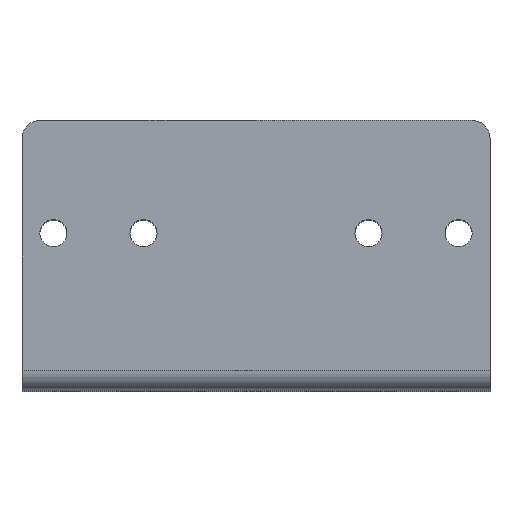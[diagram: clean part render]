
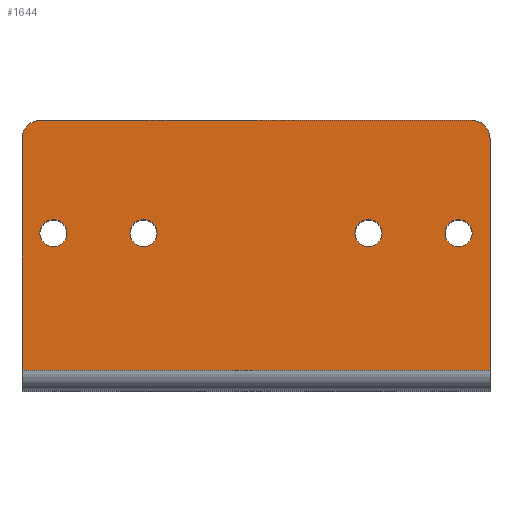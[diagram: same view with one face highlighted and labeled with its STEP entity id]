
A CAD part, top view. The second image highlights one B-rep face of the part: STEP entity #1644.
In plain terms, the highlighted planar face has unit normal (0, 0, 1).
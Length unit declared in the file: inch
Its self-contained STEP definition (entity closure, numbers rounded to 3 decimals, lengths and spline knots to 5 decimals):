
#225 = VERTEX_POINT ( 'NONE', #735 ) ;
#227 = EDGE_CURVE ( 'NONE', #225, #1841, #734, .T. ) ;
#244 = EDGE_CURVE ( 'NONE', #251, #245, #817, .T. ) ;
#245 = VERTEX_POINT ( 'NONE', #812 ) ;
#251 = VERTEX_POINT ( 'NONE', #801 ) ;
#270 = VERTEX_POINT ( 'NONE', #832 ) ;
#272 = EDGE_CURVE ( 'NONE', #270, #273, #831, .T. ) ;
#273 = VERTEX_POINT ( 'NONE', #826 ) ;
#730 = DIRECTION ( 'NONE',  ( 1., 0., 0. ) ) ;
#731 = DIRECTION ( 'NONE',  ( 0., 0., 1. ) ) ;
#732 = CARTESIAN_POINT ( 'NONE',  ( -0.3905, 0.547, 0.8909 ) ) ;
#733 = AXIS2_PLACEMENT_3D ( 'NONE', #732, #731, #730 ) ;
#734 = CIRCLE ( 'NONE', #733, 0.047 ) ;
#735 = CARTESIAN_POINT ( 'NONE',  ( -0.4375, 0.547, 0.8909 ) ) ;
#801 = CARTESIAN_POINT ( 'NONE',  ( 0.3435, 0.547, 0.8909 ) ) ;
#812 = CARTESIAN_POINT ( 'NONE',  ( 0.4375, 0.547, 0.8909 ) ) ;
#813 = DIRECTION ( 'NONE',  ( -1., 0., 0. ) ) ;
#814 = DIRECTION ( 'NONE',  ( 0., 0., 1. ) ) ;
#815 = CARTESIAN_POINT ( 'NONE',  ( 0.3905, 0.547, 0.8909 ) ) ;
#816 = AXIS2_PLACEMENT_3D ( 'NONE', #815, #814, #813 ) ;
#817 = CIRCLE ( 'NONE', #816, 0.047 ) ;
#826 = CARTESIAN_POINT ( 'NONE',  ( -0.6565, 0.547, 0.8909 ) ) ;
#827 = DIRECTION ( 'NONE',  ( 1., 0., 0. ) ) ;
#828 = DIRECTION ( 'NONE',  ( 0., 0., 1. ) ) ;
#829 = CARTESIAN_POINT ( 'NONE',  ( -0.7035, 0.547, 0.8909 ) ) ;
#830 = AXIS2_PLACEMENT_3D ( 'NONE', #829, #828, #827 ) ;
#831 = CIRCLE ( 'NONE', #830, 0.047 ) ;
#832 = CARTESIAN_POINT ( 'NONE',  ( -0.7505, 0.547, 0.8909 ) ) ;
#945 = DIRECTION ( 'NONE',  ( -1., 0., 0. ) ) ;
#946 = VECTOR ( 'NONE', #945, 39.37008 ) ;
#947 = CARTESIAN_POINT ( 'NONE',  ( 0.8125, 0.07, 0.8909 ) ) ;
#948 = LINE ( 'NONE', #947, #946 ) ;
#949 = CARTESIAN_POINT ( 'NONE',  ( 0.8125, 0.07, 0.8909 ) ) ;
#950 = CARTESIAN_POINT ( 'NONE',  ( -0.8125, 0.07, 0.8909 ) ) ;
#1160 = DIRECTION ( 'NONE',  ( 1., 0., 0. ) ) ;
#1161 = DIRECTION ( 'NONE',  ( 0., 0., 1. ) ) ;
#1162 = CARTESIAN_POINT ( 'NONE',  ( -0.3905, 0.547, 0.8909 ) ) ;
#1163 = AXIS2_PLACEMENT_3D ( 'NONE', #1162, #1161, #1160 ) ;
#1164 = CIRCLE ( 'NONE', #1163, 0.047 ) ;
#1165 = CARTESIAN_POINT ( 'NONE',  ( -0.7035, 0.547, 0.8909 ) ) ;
#1193 = DIRECTION ( 'NONE',  ( -1., 0., 0. ) ) ;
#1194 = DIRECTION ( 'NONE',  ( 0., 0., 1. ) ) ;
#1195 = CARTESIAN_POINT ( 'NONE',  ( 0.7035, 0.547, 0.8909 ) ) ;
#1196 = AXIS2_PLACEMENT_3D ( 'NONE', #1195, #1194, #1193 ) ;
#1197 = CIRCLE ( 'NONE', #1196, 0.047 ) ;
#1198 = DIRECTION ( 'NONE',  ( -1., 0., 0. ) ) ;
#1199 = DIRECTION ( 'NONE',  ( 0., 0., -1. ) ) ;
#1200 = CARTESIAN_POINT ( 'NONE',  ( 0.8125, 0.07, 0.8909 ) ) ;
#1201 = AXIS2_PLACEMENT_3D ( 'NONE', #1200, #1199, #1198 ) ;
#1202 = PLANE ( 'NONE',  #1201 ) ;
#1203 = FACE_OUTER_BOUND ( 'NONE', #1635, .T. ) ;
#1204 = FACE_BOUND ( 'NONE', #1631, .T. ) ;
#1205 = FACE_BOUND ( 'NONE', #1627, .T. ) ;
#1206 = FACE_BOUND ( 'NONE', #1649, .T. ) ;
#1207 = FACE_BOUND ( 'NONE', #1645, .T. ) ;
#1216 = CARTESIAN_POINT ( 'NONE',  ( -0.75, 0.938, 0.8909 ) ) ;
#1217 = DIRECTION ( 'NONE',  ( 0., -1., 0. ) ) ;
#1218 = VECTOR ( 'NONE', #1217, 39.37008 ) ;
#1219 = CARTESIAN_POINT ( 'NONE',  ( 0.8125, 0.07, 0.8909 ) ) ;
#1220 = LINE ( 'NONE', #1219, #1218 ) ;
#1221 = DIRECTION ( 'NONE',  ( 1., 0., 0. ) ) ;
#1222 = DIRECTION ( 'NONE',  ( 0., 0., 1. ) ) ;
#1223 = AXIS2_PLACEMENT_3D ( 'NONE', #1165, #1222, #1221 ) ;
#1224 = CIRCLE ( 'NONE', #1223, 0.047 ) ;
#1231 = CARTESIAN_POINT ( 'NONE',  ( 0.75, 0.938, 0.8909 ) ) ;
#1232 = DIRECTION ( 'NONE',  ( -1., 0., 0. ) ) ;
#1233 = VECTOR ( 'NONE', #1232, 39.37008 ) ;
#1234 = CARTESIAN_POINT ( 'NONE',  ( 0.8125, 0.938, 0.8909 ) ) ;
#1235 = LINE ( 'NONE', #1234, #1233 ) ;
#1256 = AXIS2_PLACEMENT_3D ( 'NONE', #1319, #1318, #1317 ) ;
#1257 = CIRCLE ( 'NONE', #1256, 0.0625 ) ;
#1258 = DIRECTION ( 'NONE',  ( -1., 0., 0. ) ) ;
#1259 = DIRECTION ( 'NONE',  ( 0., 0., 1. ) ) ;
#1260 = CARTESIAN_POINT ( 'NONE',  ( 0.75, 0.8755, 0.8909 ) ) ;
#1261 = AXIS2_PLACEMENT_3D ( 'NONE', #1260, #1259, #1258 ) ;
#1262 = CIRCLE ( 'NONE', #1261, 0.0625 ) ;
#1263 = CARTESIAN_POINT ( 'NONE',  ( 0.8125, 0.8755, 0.8909 ) ) ;
#1301 = DIRECTION ( 'NONE',  ( -1., 0., 0. ) ) ;
#1302 = DIRECTION ( 'NONE',  ( 0., 0., 1. ) ) ;
#1303 = CARTESIAN_POINT ( 'NONE',  ( 0.3905, 0.547, 0.8909 ) ) ;
#1304 = AXIS2_PLACEMENT_3D ( 'NONE', #1303, #1302, #1301 ) ;
#1305 = CIRCLE ( 'NONE', #1304, 0.047 ) ;
#1312 = DIRECTION ( 'NONE',  ( 0., -1., 0. ) ) ;
#1313 = VECTOR ( 'NONE', #1312, 39.37008 ) ;
#1314 = CARTESIAN_POINT ( 'NONE',  ( -0.8125, 0.07, 0.8909 ) ) ;
#1315 = LINE ( 'NONE', #1314, #1313 ) ;
#1316 = CARTESIAN_POINT ( 'NONE',  ( -0.8125, 0.8755, 0.8909 ) ) ;
#1317 = DIRECTION ( 'NONE',  ( -1., 0., 0. ) ) ;
#1318 = DIRECTION ( 'NONE',  ( 0., 0., 1. ) ) ;
#1319 = CARTESIAN_POINT ( 'NONE',  ( -0.75, 0.8755, 0.8909 ) ) ;
#1421 = CARTESIAN_POINT ( 'NONE',  ( 0.7505, 0.547, 0.8909 ) ) ;
#1422 = DIRECTION ( 'NONE',  ( -1., 0., 0. ) ) ;
#1423 = DIRECTION ( 'NONE',  ( 0., 0., 1. ) ) ;
#1424 = CARTESIAN_POINT ( 'NONE',  ( 0.7035, 0.547, 0.8909 ) ) ;
#1425 = AXIS2_PLACEMENT_3D ( 'NONE', #1424, #1423, #1422 ) ;
#1426 = CIRCLE ( 'NONE', #1425, 0.047 ) ;
#1473 = CARTESIAN_POINT ( 'NONE',  ( 0.6565, 0.547, 0.8909 ) ) ;
#1475 = CARTESIAN_POINT ( 'NONE',  ( -0.3435, 0.547, 0.8909 ) ) ;
#1501 = VERTEX_POINT ( 'NONE', #950 ) ;
#1502 = VERTEX_POINT ( 'NONE', #949 ) ;
#1505 = EDGE_CURVE ( 'NONE', #1502, #1501, #948, .T. ) ;
#1627 = EDGE_LOOP ( 'NONE', ( #1628, #1630 ) ) ;
#1628 = ORIENTED_EDGE ( 'NONE', *, *, #1629, .F. ) ;
#1629 = EDGE_CURVE ( 'NONE', #1841, #225, #1164, .T. ) ;
#1630 = ORIENTED_EDGE ( 'NONE', *, *, #227, .F. ) ;
#1631 = EDGE_LOOP ( 'NONE', ( #1632, #1634 ) ) ;
#1632 = ORIENTED_EDGE ( 'NONE', *, *, #1633, .F. ) ;
#1633 = EDGE_CURVE ( 'NONE', #273, #270, #1224, .T. ) ;
#1634 = ORIENTED_EDGE ( 'NONE', *, *, #272, .F. ) ;
#1635 = EDGE_LOOP ( 'NONE', ( #1636, #1695, #1697, #1698, #1701, #1703 ) ) ;
#1636 = ORIENTED_EDGE ( 'NONE', *, *, #1637, .F. ) ;
#1637 = EDGE_CURVE ( 'NONE', #1694, #1502, #1220, .T. ) ;
#1638 = VERTEX_POINT ( 'NONE', #1216 ) ;
#1644 = ADVANCED_FACE ( 'NONE', ( #1207, #1206, #1205, #1204, #1203 ), #1202, .F. ) ;
#1645 = EDGE_LOOP ( 'NONE', ( #1646, #1648 ) ) ;
#1646 = ORIENTED_EDGE ( 'NONE', *, *, #1647, .F. ) ;
#1647 = EDGE_CURVE ( 'NONE', #1836, #1844, #1197, .T. ) ;
#1648 = ORIENTED_EDGE ( 'NONE', *, *, #1835, .F. ) ;
#1649 = EDGE_LOOP ( 'NONE', ( #1707, #1709 ) ) ;
#1661 = EDGE_CURVE ( 'NONE', #1662, #1638, #1235, .T. ) ;
#1662 = VERTEX_POINT ( 'NONE', #1231 ) ;
#1694 = VERTEX_POINT ( 'NONE', #1263 ) ;
#1695 = ORIENTED_EDGE ( 'NONE', *, *, #1696, .T. ) ;
#1696 = EDGE_CURVE ( 'NONE', #1694, #1662, #1262, .T. ) ;
#1697 = ORIENTED_EDGE ( 'NONE', *, *, #1661, .T. ) ;
#1698 = ORIENTED_EDGE ( 'NONE', *, *, #1699, .T. ) ;
#1699 = EDGE_CURVE ( 'NONE', #1638, #1700, #1257, .T. ) ;
#1700 = VERTEX_POINT ( 'NONE', #1316 ) ;
#1701 = ORIENTED_EDGE ( 'NONE', *, *, #1702, .T. ) ;
#1702 = EDGE_CURVE ( 'NONE', #1700, #1501, #1315, .T. ) ;
#1703 = ORIENTED_EDGE ( 'NONE', *, *, #1505, .F. ) ;
#1707 = ORIENTED_EDGE ( 'NONE', *, *, #1708, .F. ) ;
#1708 = EDGE_CURVE ( 'NONE', #245, #251, #1305, .T. ) ;
#1709 = ORIENTED_EDGE ( 'NONE', *, *, #244, .F. ) ;
#1835 = EDGE_CURVE ( 'NONE', #1844, #1836, #1426, .T. ) ;
#1836 = VERTEX_POINT ( 'NONE', #1421 ) ;
#1841 = VERTEX_POINT ( 'NONE', #1475 ) ;
#1844 = VERTEX_POINT ( 'NONE', #1473 ) ;
